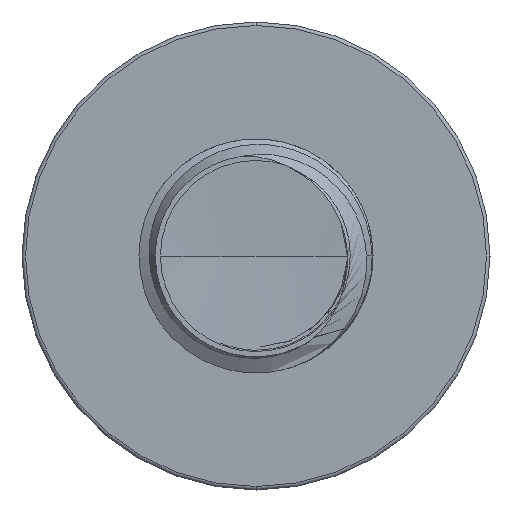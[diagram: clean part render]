
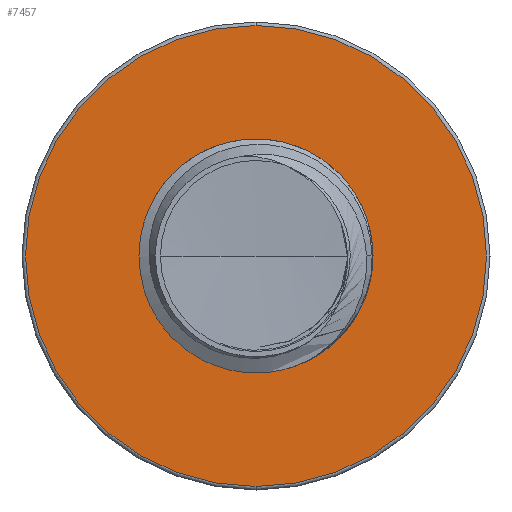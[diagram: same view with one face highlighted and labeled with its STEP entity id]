
A CAD part, front view. The second image highlights one B-rep face of the part: STEP entity #7457.
In plain terms, the highlighted planar face has unit normal (0, -1, 0).
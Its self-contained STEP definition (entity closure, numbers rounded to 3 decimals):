
#268 = DIRECTION ( 'NONE',  ( 0., 0., -1. ) ) ;
#1542 = DIRECTION ( 'NONE',  ( 0., 0., -1. ) ) ;
#1636 = CARTESIAN_POINT ( 'NONE',  ( 0., 12.5, 0. ) ) ;
#3782 = VERTEX_POINT ( 'NONE', #18394 ) ;
#3880 = DIRECTION ( 'NONE',  ( 0., 0., -1. ) ) ;
#4283 = AXIS2_PLACEMENT_3D ( 'NONE', #27353, #11507, #27437 ) ;
#6778 = EDGE_CURVE ( 'NONE', #17245, #3782, #12894, .T. ) ;
#7457 = ADVANCED_FACE ( 'NONE', ( #10731, #12179 ), #16053, .T. ) ;
#8634 = EDGE_LOOP ( 'NONE', ( #26222, #14432 ) ) ;
#8845 = EDGE_CURVE ( 'NONE', #3782, #17245, #29154, .T. ) ;
#8849 = AXIS2_PLACEMENT_3D ( 'NONE', #13253, #29054, #15578 ) ;
#9821 = CARTESIAN_POINT ( 'NONE',  ( 0., 12.5, -1.203 ) ) ;
#10731 = FACE_OUTER_BOUND ( 'NONE', #16262, .T. ) ;
#11092 = AXIS2_PLACEMENT_3D ( 'NONE', #28828, #15331, #1542 ) ;
#11507 = DIRECTION ( 'NONE',  ( 0., -1., 0. ) ) ;
#12179 = FACE_BOUND ( 'NONE', #8634, .T. ) ;
#12608 = VERTEX_POINT ( 'NONE', #26210 ) ;
#12894 = CIRCLE ( 'NONE', #11092, 2.462 ) ;
#13253 = CARTESIAN_POINT ( 'NONE',  ( 0., 12.5, 0. ) ) ;
#13523 = CARTESIAN_POINT ( 'NONE',  ( 0., 12.5, -2.462 ) ) ;
#13536 = CIRCLE ( 'NONE', #14074, 1.203 ) ;
#13996 = DIRECTION ( 'NONE',  ( 0., -1., 0. ) ) ;
#14074 = AXIS2_PLACEMENT_3D ( 'NONE', #27611, #13996, #268 ) ;
#14405 = ORIENTED_EDGE ( 'NONE', *, *, #6778, .T. ) ;
#14432 = ORIENTED_EDGE ( 'NONE', *, *, #26000, .F. ) ;
#15331 = DIRECTION ( 'NONE',  ( 0., -1., 0. ) ) ;
#15339 = VERTEX_POINT ( 'NONE', #9821 ) ;
#15578 = DIRECTION ( 'NONE',  ( 0., 0., -1. ) ) ;
#16053 = PLANE ( 'NONE',  #4283 ) ;
#16262 = EDGE_LOOP ( 'NONE', ( #14405, #24230 ) ) ;
#17245 = VERTEX_POINT ( 'NONE', #13523 ) ;
#17739 = AXIS2_PLACEMENT_3D ( 'NONE', #1636, #17832, #3880 ) ;
#17832 = DIRECTION ( 'NONE',  ( 0., -1., 0. ) ) ;
#18394 = CARTESIAN_POINT ( 'NONE',  ( 0., 12.5, 2.462 ) ) ;
#18672 = CIRCLE ( 'NONE', #8849, 1.203 ) ;
#24230 = ORIENTED_EDGE ( 'NONE', *, *, #8845, .T. ) ;
#26000 = EDGE_CURVE ( 'NONE', #12608, #15339, #13536, .T. ) ;
#26210 = CARTESIAN_POINT ( 'NONE',  ( 0., 12.5, 1.203 ) ) ;
#26222 = ORIENTED_EDGE ( 'NONE', *, *, #27987, .F. ) ;
#27353 = CARTESIAN_POINT ( 'NONE',  ( 0., 12.5, 1.203 ) ) ;
#27437 = DIRECTION ( 'NONE',  ( 0., 0., -1. ) ) ;
#27611 = CARTESIAN_POINT ( 'NONE',  ( 0., 12.5, 0. ) ) ;
#27987 = EDGE_CURVE ( 'NONE', #15339, #12608, #18672, .T. ) ;
#28828 = CARTESIAN_POINT ( 'NONE',  ( 0., 12.5, 0. ) ) ;
#29054 = DIRECTION ( 'NONE',  ( 0., -1., 0. ) ) ;
#29154 = CIRCLE ( 'NONE', #17739, 2.462 ) ;
